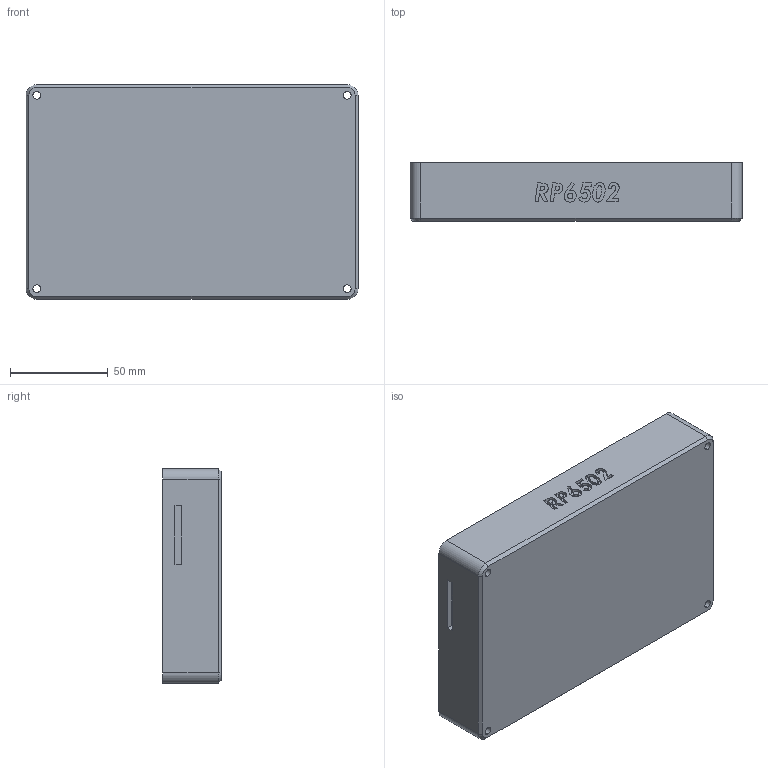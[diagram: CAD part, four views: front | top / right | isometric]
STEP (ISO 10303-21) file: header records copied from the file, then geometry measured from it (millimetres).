
FILE_DESCRIPTION (( 'STEP AP214' ), '1' );
FILE_NAME ('base_bottom_w_debug_ports.STEP', '2023-11-08T15:36:13', ( '' ), ( '' ), 'SwSTEP 2.0', 'SolidWorks 2009', '' );
FILE_SCHEMA (( 'AUTOMOTIVE_DESIGN' ));
Length unit declared in the file: millimetre
Products named in the file (1): base_bottom_w_debug_ports
Bounding box: 170 x 30 x 110 mm (x, y, z)
Volume: 79300.8 mm3; surface area: 69750.2 mm2
Topology: 1 solids, 1 shells, 215 faces, 546 edges, 354 vertices
Faces by surface type: plane 120, bspline 47, cylinder 42, cone 6
Entity records: 9003 total; most frequent: CARTESIAN_POINT 3987, ORIENTED_EDGE 1092, DIRECTION 880, EDGE_CURVE 546, VECTOR 362, LINE 362, VERTEX_POINT 354, EDGE_LOOP 260
